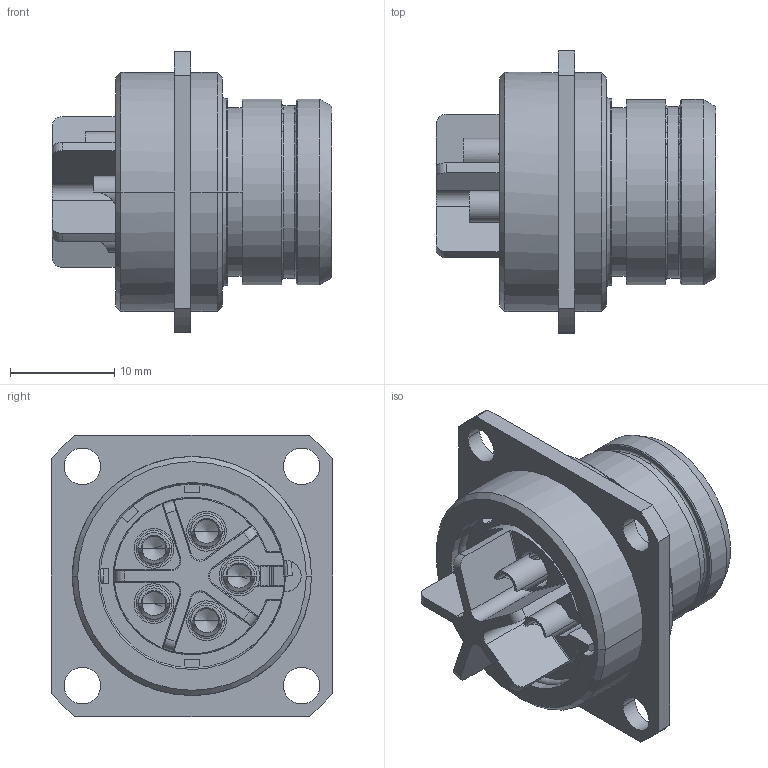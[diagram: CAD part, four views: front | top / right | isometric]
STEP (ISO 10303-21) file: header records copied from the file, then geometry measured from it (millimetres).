
FILE_DESCRIPTION((''),'2;1');
FILE_NAME('1331E205FZ','2024-07-17T15:30:48',('paultorloting'),('NET AG system integration'),'CREO PARAMETRIC BY PTC INC, 2021404','CREO PARAMETRIC BY PTC INC, 2021404','');
FILE_SCHEMA(('AUTOMOTIVE_DESIGN { 1 0 10303 214 1 1 1 1 }'));
Length unit declared in the file: millimetre
Products named in the file (1): 1331E205FZ
Bounding box: 26.8 x 27 x 27 mm (x, y, z)
Volume: 5709.2 mm3; surface area: 6110.8 mm2
Topology: 1 solids, 1 shells, 452 faces, 1194 edges, 763 vertices
Faces by surface type: plane 184, cylinder 163, torus 57, cone 48
Entity records: 18332 total; most frequent: CARTESIAN_POINT 3667, DIRECTION 2454, ORIENTED_EDGE 2368, EDGE_CURVE 1184, AXIS2_PLACEMENT_3D 953, VERTEX_POINT 763, VECTOR 545, LINE 545
